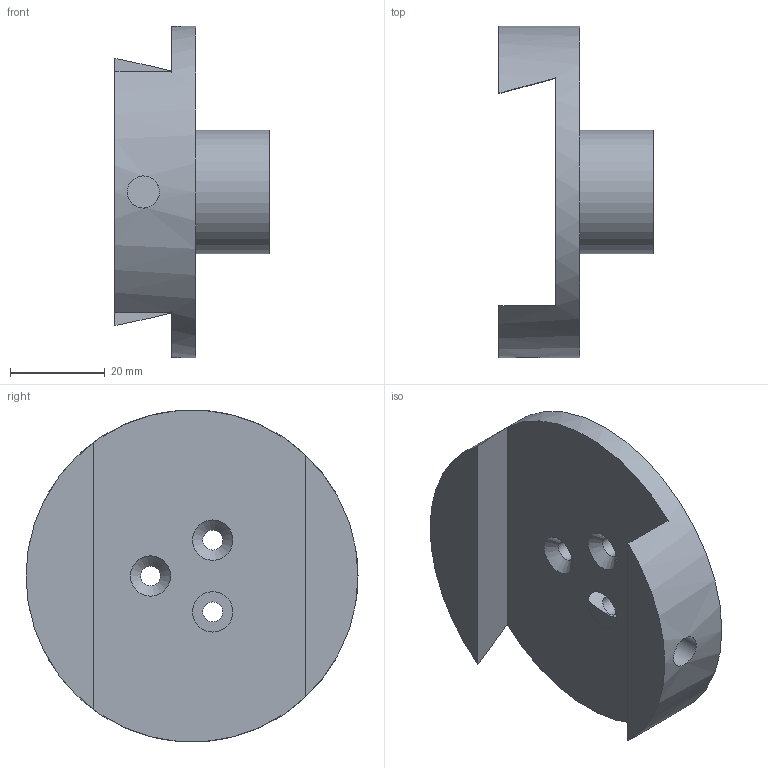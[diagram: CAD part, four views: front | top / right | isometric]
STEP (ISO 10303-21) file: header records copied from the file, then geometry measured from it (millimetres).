
FILE_DESCRIPTION(/* description */ (''),/* implementation_level */ '2;1');
FILE_NAME(/* name */ 'pince_vixen.step',/* time_stamp */ '2023-07-17T05:11:54+02:00',/* author */ (''),/* organization */ (''),/* preprocessor_version */ 'ST-DEVELOPER v19.2',/* originating_system */ 'Autodesk Translation Framework v12.6.0.85',/* authorisation */ '');
FILE_SCHEMA (('AUTOMOTIVE_DESIGN { 1 0 10303 214 3 1 1 }'));
Length unit declared in the file: millimetre
Products named in the file (5): ZM-1_v1.3; Meca; Dec; reducteur+axe; manchon
Assembly tree (4 placements, depth 4):
  ZM-1_v1.3
    Meca
      Dec
        reducteur+axe
        manchon
Bounding box: 32.5 x 70 x 70 mm (x, y, z)
Volume: 36413.3 mm3; surface area: 13791.9 mm2
Topology: 1 solids, 1 shells, 16 faces, 37 edges, 24 vertices
Faces by surface type: plane 7, cylinder 6, cone 3
Full cylindrical faces by diameter (mm): 4.2 x3, 6.779 x1, 26 x1, 70 x1
Entity records: 624 total; most frequent: CARTESIAN_POINT 120, DIRECTION 105, ORIENTED_EDGE 74, AXIS2_PLACEMENT_3D 45, EDGE_CURVE 37, EDGE_LOOP 25, VERTEX_POINT 24, CIRCLE 18
